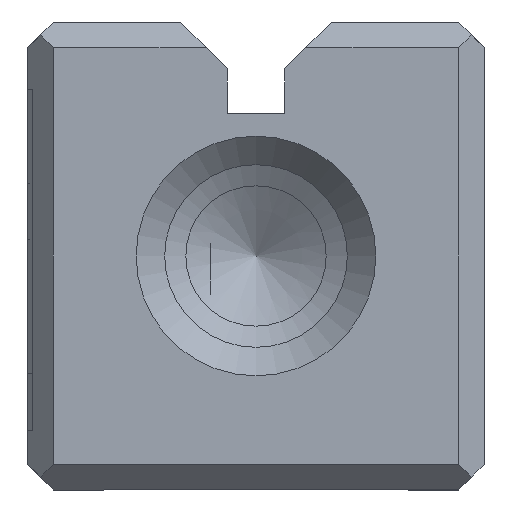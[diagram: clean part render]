
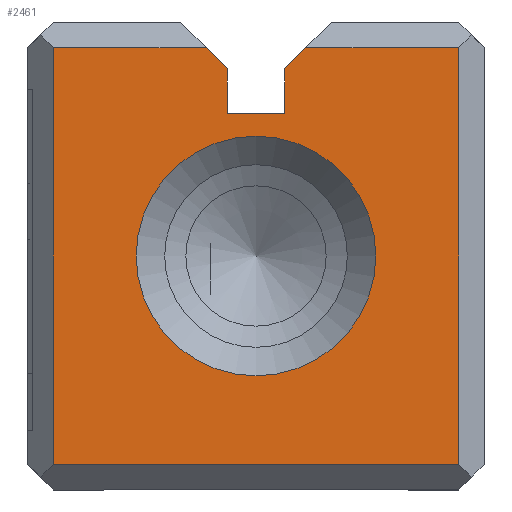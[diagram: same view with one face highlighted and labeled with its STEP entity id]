
A CAD part, front view. The second image highlights one B-rep face of the part: STEP entity #2461.
In plain terms, the highlighted planar face has unit normal (0, -1, 0).
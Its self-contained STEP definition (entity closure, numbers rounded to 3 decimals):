
#2461=ADVANCED_FACE('',(#3199,#3200),#2842,.T.);
#2842=PLANE('',#8793);
#3092=CIRCLE('',#8792,2.1);
#3199=FACE_BOUND('',#3407,.T.);
#3200=FACE_BOUND('',#3408,.T.);
#3407=EDGE_LOOP('',(#4305,#4306,#4307,#4308,#4309,#4310,#4311,#4312,#4313,
#4314));
#3408=EDGE_LOOP('',(#4315));
#4305=ORIENTED_EDGE('',*,*,#6787,.T.);
#4306=ORIENTED_EDGE('',*,*,#6788,.F.);
#4307=ORIENTED_EDGE('',*,*,#6789,.F.);
#4308=ORIENTED_EDGE('',*,*,#6790,.F.);
#4309=ORIENTED_EDGE('',*,*,#6791,.T.);
#4310=ORIENTED_EDGE('',*,*,#6792,.T.);
#4311=ORIENTED_EDGE('',*,*,#6793,.T.);
#4312=ORIENTED_EDGE('',*,*,#6794,.T.);
#4313=ORIENTED_EDGE('',*,*,#6795,.T.);
#4314=ORIENTED_EDGE('',*,*,#6796,.F.);
#4315=ORIENTED_EDGE('',*,*,#6797,.T.);
#6145=VERTEX_POINT('',#11297);
#6146=VERTEX_POINT('',#11298);
#6147=VERTEX_POINT('',#11300);
#6148=VERTEX_POINT('',#11302);
#6149=VERTEX_POINT('',#11304);
#6150=VERTEX_POINT('',#11306);
#6151=VERTEX_POINT('',#11308);
#6152=VERTEX_POINT('',#11310);
#6153=VERTEX_POINT('',#11312);
#6154=VERTEX_POINT('',#11314);
#6155=VERTEX_POINT('',#11317);
#6787=EDGE_CURVE('',#6145,#6146,#7617,.T.);
#6788=EDGE_CURVE('',#6147,#6146,#7618,.T.);
#6789=EDGE_CURVE('',#6148,#6147,#7619,.T.);
#6790=EDGE_CURVE('',#6149,#6148,#7620,.T.);
#6791=EDGE_CURVE('',#6149,#6150,#7621,.T.);
#6792=EDGE_CURVE('',#6150,#6151,#7622,.T.);
#6793=EDGE_CURVE('',#6151,#6152,#7623,.T.);
#6794=EDGE_CURVE('',#6152,#6153,#7624,.T.);
#6795=EDGE_CURVE('',#6153,#6154,#7625,.T.);
#6796=EDGE_CURVE('',#6145,#6154,#7626,.T.);
#6797=EDGE_CURVE('',#6155,#6155,#3092,.T.);
#7617=LINE('',#11296,#8277);
#7618=LINE('',#11299,#8278);
#7619=LINE('',#11301,#8279);
#7620=LINE('',#11303,#8280);
#7621=LINE('',#11305,#8281);
#7622=LINE('',#11307,#8282);
#7623=LINE('',#11309,#8283);
#7624=LINE('',#11311,#8284);
#7625=LINE('',#11313,#8285);
#7626=LINE('',#11315,#8286);
#8277=VECTOR('',#9345,1.);
#8278=VECTOR('',#9346,1.);
#8279=VECTOR('',#9347,1.);
#8280=VECTOR('',#9348,1.);
#8281=VECTOR('',#9349,1.);
#8282=VECTOR('',#9350,1.);
#8283=VECTOR('',#9351,1.);
#8284=VECTOR('',#9352,1.);
#8285=VECTOR('',#9353,1.);
#8286=VECTOR('',#9354,1.);
#8792=AXIS2_PLACEMENT_3D('',#11316,#9355,#9356);
#8793=AXIS2_PLACEMENT_3D('',#11318,#9357,#9358);
#9345=DIRECTION('',(0.,0.,-1.));
#9346=DIRECTION('',(1.,0.,0.));
#9347=DIRECTION('',(0.,0.,-1.));
#9348=DIRECTION('',(0.707,0.,-0.707));
#9349=DIRECTION('',(-1.,0.,0.));
#9350=DIRECTION('',(0.,0.,-1.));
#9351=DIRECTION('',(1.,0.,0.));
#9352=DIRECTION('',(0.,0.,1.));
#9353=DIRECTION('',(-1.,0.,0.));
#9354=DIRECTION('',(0.707,0.,0.707));
#9355=DIRECTION('',(0.,1.,0.));
#9356=DIRECTION('',(0.,0.,1.));
#9357=DIRECTION('',(0.,-1.,0.));
#9358=DIRECTION('',(0.,0.,1.));
#11296=CARTESIAN_POINT('',(4.5,0.,6.6));
#11297=CARTESIAN_POINT('',(4.5,0.,7.379));
#11298=CARTESIAN_POINT('',(4.5,0.,6.6));
#11299=CARTESIAN_POINT('',(3.5,0.,6.6));
#11300=CARTESIAN_POINT('',(3.5,0.,6.6));
#11301=CARTESIAN_POINT('',(3.5,0.,6.6));
#11302=CARTESIAN_POINT('',(3.5,0.,7.379));
#11303=CARTESIAN_POINT('',(2.679,0.,8.2));
#11304=CARTESIAN_POINT('',(3.129,0.,7.75));
#11305=CARTESIAN_POINT('',(4.,0.,7.75));
#11306=CARTESIAN_POINT('',(0.45,0.,7.75));
#11307=CARTESIAN_POINT('',(0.45,0.,0.));
#11308=CARTESIAN_POINT('',(0.45,0.,0.45));
#11309=CARTESIAN_POINT('',(4.,0.,0.45));
#11310=CARTESIAN_POINT('',(7.55,0.,0.45));
#11311=CARTESIAN_POINT('',(7.55,0.,0.));
#11312=CARTESIAN_POINT('',(7.55,0.,7.75));
#11313=CARTESIAN_POINT('',(4.,0.,7.75));
#11314=CARTESIAN_POINT('',(4.871,0.,7.75));
#11315=CARTESIAN_POINT('',(4.,0.,6.879));
#11316=CARTESIAN_POINT('',(4.,0.,4.1));
#11317=CARTESIAN_POINT('',(4.,0.,6.2));
#11318=CARTESIAN_POINT('',(4.,0.,0.));
